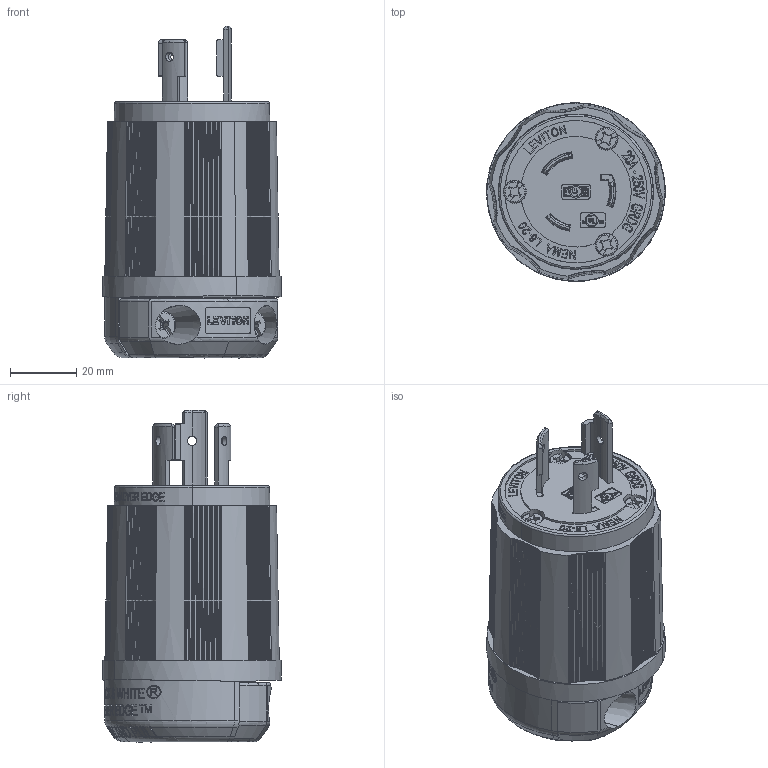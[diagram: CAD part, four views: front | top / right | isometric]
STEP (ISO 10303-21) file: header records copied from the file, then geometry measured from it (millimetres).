
FILE_DESCRIPTION (( 'STEP AP214' ), '1' );
FILE_NAME ('ORC5402-M02.STEP', '2025-10-14T11:52:47', ( '' ), ( '' ), 'SwSTEP 2.0', 'SolidWorks 2024', '' );
FILE_SCHEMA (( 'AUTOMOTIVE_DESIGN' ));
Products named in the file (1): ORC5402-M02
Bounding box: 53.79 x 53.82 x 100 mm (x, y, z)
Volume: 151644.6 mm3; surface area: 24509.7 mm2
Topology: 1 solids, 14 shells, 3206 faces, 8852 edges, 5878 vertices
Faces by surface type: plane 1755, bspline 922, cone 257, cylinder 213, torus 59
Entity records: 135945 total; most frequent: CARTESIAN_POINT 63781, ORIENTED_EDGE 17704, DIRECTION 11198, EDGE_CURVE 8852, VERTEX_POINT 5878, LINE 4594, VECTOR 4594, EDGE_LOOP 3430
